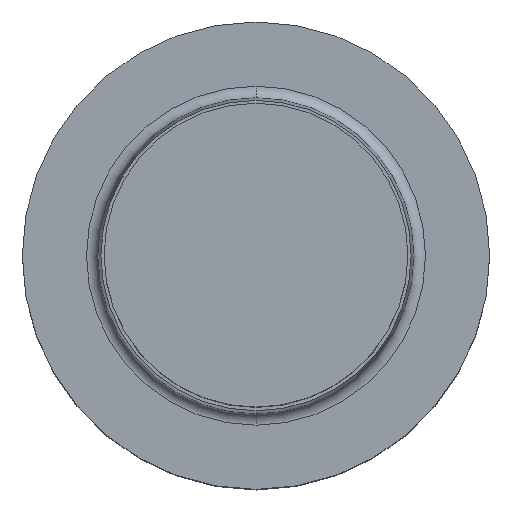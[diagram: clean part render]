
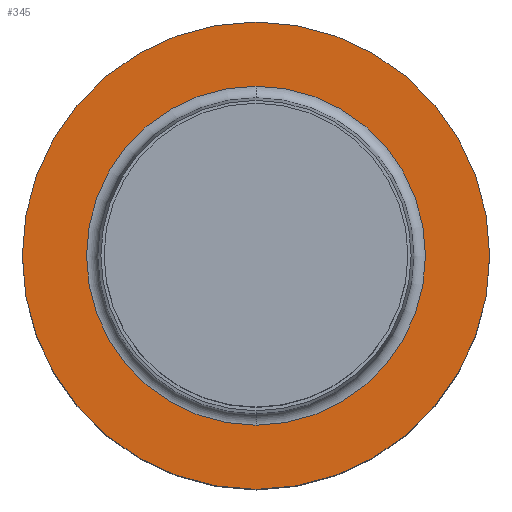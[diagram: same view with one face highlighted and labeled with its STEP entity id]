
A CAD part, top view. The second image highlights one B-rep face of the part: STEP entity #345.
In plain terms, the highlighted face is planar.
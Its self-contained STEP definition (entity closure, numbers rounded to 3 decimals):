
#128=CARTESIAN_POINT('',(0.,0.,0.));
#129=DIRECTION('',(0.,0.,-1.));
#130=DIRECTION('',(0.,1.,0.));
#131=AXIS2_PLACEMENT_3D('',#128,#129,#130);
#136=CARTESIAN_POINT('',(0.,0.,0.));
#137=DIRECTION('',(0.,0.,1.));
#138=DIRECTION('',(0.,1.,0.));
#139=AXIS2_PLACEMENT_3D('',#136,#137,#138);
#158=CARTESIAN_POINT('',(0.,0.,0.));
#159=DIRECTION('',(0.,0.,1.));
#160=DIRECTION('',(0.,1.,0.));
#161=AXIS2_PLACEMENT_3D('',#158,#159,#160);
#166=CARTESIAN_POINT('',(0.,0.,0.));
#167=DIRECTION('',(0.,0.,-1.));
#168=DIRECTION('',(0.,1.,0.));
#169=AXIS2_PLACEMENT_3D('',#166,#167,#168);
#198=CARTESIAN_POINT('',(0.,3.626,0.));
#199=VERTEX_POINT('',#198);
#200=CARTESIAN_POINT('',(0.,5.,0.));
#202=VERTEX_POINT('',#200);
#212=CARTESIAN_POINT('',(0.,-3.626,0.));
#213=VERTEX_POINT('',#212);
#214=CARTESIAN_POINT('',(0.,-5.,0.));
#216=VERTEX_POINT('',#214);
#330=CARTESIAN_POINT('',(0.,0.,0.));
#331=DIRECTION('',(0.,0.,-1.));
#332=DIRECTION('',(0.,-1.,0.));
#333=AXIS2_PLACEMENT_3D('',#330,#331,#332);
#334=PLANE('',#333);
#336=ORIENTED_EDGE('',*,*,#335,.T.);
#338=ORIENTED_EDGE('',*,*,#337,.F.);
#339=EDGE_LOOP('',(#336,#338));
#340=FACE_OUTER_BOUND('',#339,.F.);
#341=ORIENTED_EDGE('',*,*,#312,.T.);
#342=ORIENTED_EDGE('',*,*,#323,.F.);
#343=EDGE_LOOP('',(#341,#342));
#344=FACE_BOUND('',#343,.F.);
#345=ADVANCED_FACE('',(#340,#344),#334,.T.);
#132=CIRCLE('',#131,3.626);
#140=CIRCLE('',#139,3.626);
#162=CIRCLE('',#161,5.);
#170=CIRCLE('',#169,5.);
#312=EDGE_CURVE('',#199,#213,#132,.T.);
#323=EDGE_CURVE('',#199,#213,#140,.T.);
#335=EDGE_CURVE('',#202,#216,#162,.T.);
#337=EDGE_CURVE('',#202,#216,#170,.T.);
